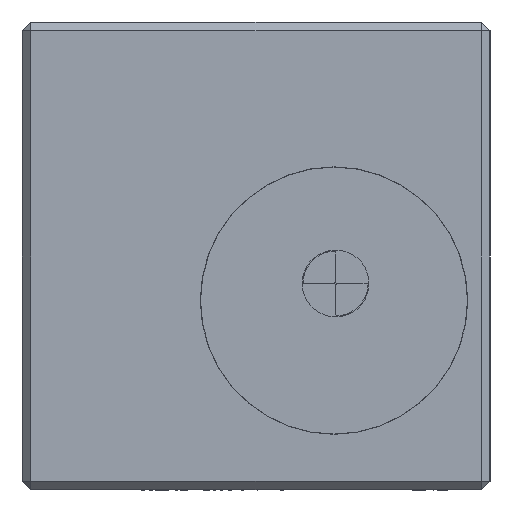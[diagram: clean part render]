
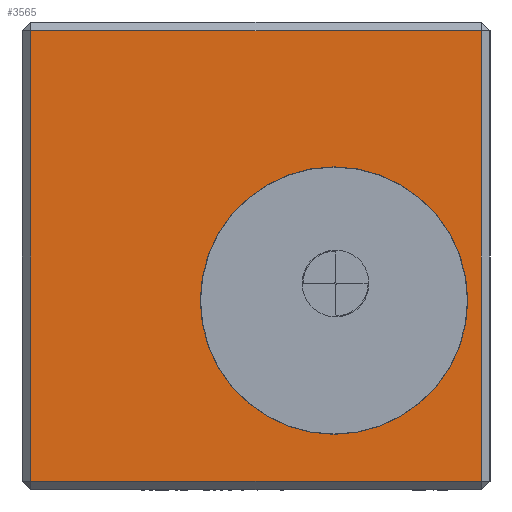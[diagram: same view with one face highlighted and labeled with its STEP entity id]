
A CAD part, left-side view. The second image highlights one B-rep face of the part: STEP entity #3565.
In plain terms, the highlighted planar face has unit normal (-1, 0, 0).
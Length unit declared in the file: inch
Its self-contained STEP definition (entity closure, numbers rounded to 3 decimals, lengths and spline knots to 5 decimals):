
#195 = CARTESIAN_POINT ( 'NONE',  ( -0.525, 0.525, 0.525 ) ) ;
#2989 = CARTESIAN_POINT ( 'NONE',  ( -0.525, 0.505, 0.525 ) ) ;
#3565 = ADVANCED_FACE ( 'NONE', ( #22584, #6087 ), #4227, .F. ) ;
#4227 = PLANE ( 'NONE',  #28058 ) ;
#4528 = VECTOR ( 'NONE', #30926, 39.37008 ) ;
#5325 = CIRCLE ( 'NONE', #5330, 0.3 ) ;
#5330 = AXIS2_PLACEMENT_3D ( 'NONE', #27309, #37821, #31409 ) ;
#5705 = CARTESIAN_POINT ( 'NONE',  ( -0.525, -0.175, -0.1 ) ) ;
#6087 = FACE_BOUND ( 'NONE', #22897, .T. ) ;
#6147 = EDGE_CURVE ( 'NONE', #29978, #16508, #13255, .T. ) ;
#6378 = DIRECTION ( 'NONE',  ( 1., 0., 0. ) ) ;
#6436 = DIRECTION ( 'NONE',  ( 0., -1., 0. ) ) ;
#6569 = ORIENTED_EDGE ( 'NONE', *, *, #21949, .T. ) ;
#6787 = VERTEX_POINT ( 'NONE', #7205 ) ;
#7205 = CARTESIAN_POINT ( 'NONE',  ( -0.525, 0.505, -0.505 ) ) ;
#7610 = AXIS2_PLACEMENT_3D ( 'NONE', #5705, #27392, #8806 ) ;
#7779 = VECTOR ( 'NONE', #20407, 39.37008 ) ;
#8806 = DIRECTION ( 'NONE',  ( 0., 0., 1. ) ) ;
#9574 = VECTOR ( 'NONE', #6436, 39.37008 ) ;
#9675 = VERTEX_POINT ( 'NONE', #29477 ) ;
#9802 = CIRCLE ( 'NONE', #7610, 0.3 ) ;
#9888 = DIRECTION ( 'NONE',  ( 0., 0., -1. ) ) ;
#12300 = VECTOR ( 'NONE', #22940, 39.37008 ) ;
#12831 = LINE ( 'NONE', #2989, #4528 ) ;
#12895 = CARTESIAN_POINT ( 'NONE',  ( -0.525, -0.175, -0.4 ) ) ;
#12912 = CARTESIAN_POINT ( 'NONE',  ( -0.525, -0.505, -0.505 ) ) ;
#13255 = LINE ( 'NONE', #24335, #12300 ) ;
#14223 = EDGE_CURVE ( 'NONE', #9675, #31594, #5325, .T. ) ;
#16508 = VERTEX_POINT ( 'NONE', #40191 ) ;
#17252 = CARTESIAN_POINT ( 'NONE',  ( -0.525, -0.505, 0.525 ) ) ;
#18021 = EDGE_CURVE ( 'NONE', #16508, #6787, #12831, .T. ) ;
#18633 = EDGE_CURVE ( 'NONE', #30974, #29978, #25249, .T. ) ;
#20407 = DIRECTION ( 'NONE',  ( 0., 0., 1. ) ) ;
#21949 = EDGE_CURVE ( 'NONE', #6787, #30974, #33355, .T. ) ;
#22584 = FACE_OUTER_BOUND ( 'NONE', #34044, .T. ) ;
#22897 = EDGE_LOOP ( 'NONE', ( #23359, #40148 ) ) ;
#22940 = DIRECTION ( 'NONE',  ( 0., 1., 0. ) ) ;
#23359 = ORIENTED_EDGE ( 'NONE', *, *, #14223, .F. ) ;
#24335 = CARTESIAN_POINT ( 'NONE',  ( -0.525, 0.525, 0.505 ) ) ;
#24997 = CARTESIAN_POINT ( 'NONE',  ( -0.525, 0.525, -0.505 ) ) ;
#25249 = LINE ( 'NONE', #17252, #7779 ) ;
#27309 = CARTESIAN_POINT ( 'NONE',  ( -0.525, -0.175, -0.1 ) ) ;
#27392 = DIRECTION ( 'NONE',  ( -1., 0., 0. ) ) ;
#28058 = AXIS2_PLACEMENT_3D ( 'NONE', #195, #6378, #9888 ) ;
#28834 = CARTESIAN_POINT ( 'NONE',  ( -0.525, -0.505, 0.505 ) ) ;
#29477 = CARTESIAN_POINT ( 'NONE',  ( -0.525, -0.175, 0.2 ) ) ;
#29978 = VERTEX_POINT ( 'NONE', #28834 ) ;
#30926 = DIRECTION ( 'NONE',  ( 0., 0., -1. ) ) ;
#30974 = VERTEX_POINT ( 'NONE', #12912 ) ;
#31409 = DIRECTION ( 'NONE',  ( 0., 0., 1. ) ) ;
#31570 = ORIENTED_EDGE ( 'NONE', *, *, #6147, .T. ) ;
#31594 = VERTEX_POINT ( 'NONE', #12895 ) ;
#32377 = ORIENTED_EDGE ( 'NONE', *, *, #18633, .T. ) ;
#33310 = ORIENTED_EDGE ( 'NONE', *, *, #18021, .T. ) ;
#33355 = LINE ( 'NONE', #24997, #9574 ) ;
#34044 = EDGE_LOOP ( 'NONE', ( #33310, #6569, #32377, #31570 ) ) ;
#37821 = DIRECTION ( 'NONE',  ( -1., 0., 0. ) ) ;
#40148 = ORIENTED_EDGE ( 'NONE', *, *, #40278, .F. ) ;
#40191 = CARTESIAN_POINT ( 'NONE',  ( -0.525, 0.505, 0.505 ) ) ;
#40278 = EDGE_CURVE ( 'NONE', #31594, #9675, #9802, .T. ) ;
